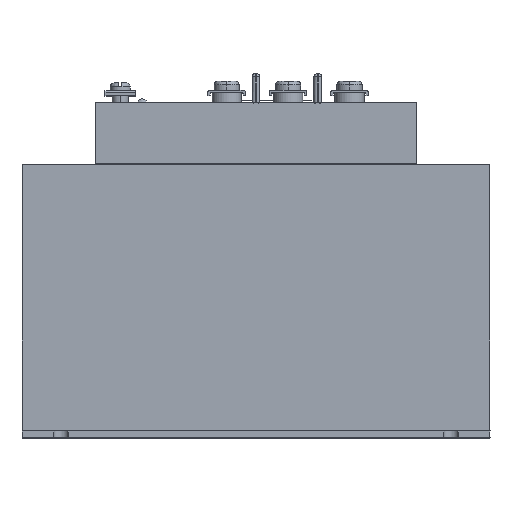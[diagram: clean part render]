
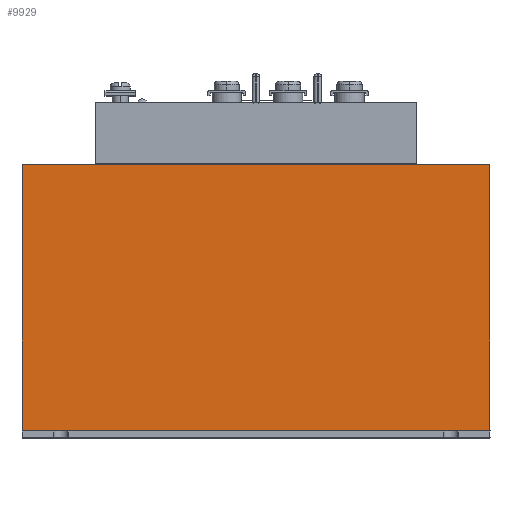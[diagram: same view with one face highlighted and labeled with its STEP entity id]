
A CAD part, top view. The second image highlights one B-rep face of the part: STEP entity #9929.
In plain terms, the highlighted planar face has unit normal (0, 0, 1).
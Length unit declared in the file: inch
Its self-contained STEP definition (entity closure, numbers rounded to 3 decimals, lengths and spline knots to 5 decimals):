
#1049 = PLANE ( 'NONE',  #19443 ) ;
#1717 = DIRECTION ( 'NONE',  ( 0., 0., 1. ) ) ;
#2871 = EDGE_LOOP ( 'NONE', ( #6929, #8422, #33598, #32653 ) ) ;
#3307 = CARTESIAN_POINT ( 'NONE',  ( 3.02392, 1.98678, 3.55206 ) ) ;
#3553 = VERTEX_POINT ( 'NONE', #28742 ) ;
#4841 = DIRECTION ( 'NONE',  ( -1., 0., 0. ) ) ;
#6929 = ORIENTED_EDGE ( 'NONE', *, *, #13070, .T. ) ;
#7295 = VECTOR ( 'NONE', #21784, 39.37008 ) ;
#7384 = VECTOR ( 'NONE', #35084, 39.37008 ) ;
#8422 = ORIENTED_EDGE ( 'NONE', *, *, #32178, .T. ) ;
#8539 = LINE ( 'NONE', #29403, #7295 ) ;
#8614 = LINE ( 'NONE', #31201, #7384 ) ;
#9687 = CARTESIAN_POINT ( 'NONE',  ( 3.02392, -1.41822, 3.55206 ) ) ;
#9929 = ADVANCED_FACE ( 'NONE', ( #47238 ), #1049, .T. ) ;
#12607 = VERTEX_POINT ( 'NONE', #3307 ) ;
#13070 = EDGE_CURVE ( 'NONE', #44474, #3553, #49563, .T. ) ;
#17851 = LINE ( 'NONE', #24141, #26979 ) ;
#18585 = VECTOR ( 'NONE', #41559, 39.37008 ) ;
#19443 = AXIS2_PLACEMENT_3D ( 'NONE', #24899, #1717, #28806 ) ;
#21784 = DIRECTION ( 'NONE',  ( 0., 1., 0. ) ) ;
#24141 = CARTESIAN_POINT ( 'NONE',  ( -2.97608, 1.98678, 3.55206 ) ) ;
#24899 = CARTESIAN_POINT ( 'NONE',  ( -2.97608, -1.41822, 3.55206 ) ) ;
#26979 = VECTOR ( 'NONE', #4841, 39.37008 ) ;
#28742 = CARTESIAN_POINT ( 'NONE',  ( -2.97608, -1.41822, 3.55206 ) ) ;
#28806 = DIRECTION ( 'NONE',  ( 1., 0., 0. ) ) ;
#29403 = CARTESIAN_POINT ( 'NONE',  ( 3.02392, -1.41822, 3.55206 ) ) ;
#31201 = CARTESIAN_POINT ( 'NONE',  ( -2.97608, -1.41822, 3.55206 ) ) ;
#31890 = VERTEX_POINT ( 'NONE', #9687 ) ;
#32178 = EDGE_CURVE ( 'NONE', #3553, #31890, #8614, .T. ) ;
#32653 = ORIENTED_EDGE ( 'NONE', *, *, #37194, .T. ) ;
#33598 = ORIENTED_EDGE ( 'NONE', *, *, #45911, .T. ) ;
#34081 = CARTESIAN_POINT ( 'NONE',  ( -2.97608, -1.41822, 3.55206 ) ) ;
#35084 = DIRECTION ( 'NONE',  ( 1., 0., 0. ) ) ;
#37194 = EDGE_CURVE ( 'NONE', #12607, #44474, #17851, .T. ) ;
#41559 = DIRECTION ( 'NONE',  ( 0., -1., 0. ) ) ;
#44474 = VERTEX_POINT ( 'NONE', #47782 ) ;
#45911 = EDGE_CURVE ( 'NONE', #31890, #12607, #8539, .T. ) ;
#47238 = FACE_OUTER_BOUND ( 'NONE', #2871, .T. ) ;
#47782 = CARTESIAN_POINT ( 'NONE',  ( -2.97608, 1.98678, 3.55206 ) ) ;
#49563 = LINE ( 'NONE', #34081, #18585 ) ;
